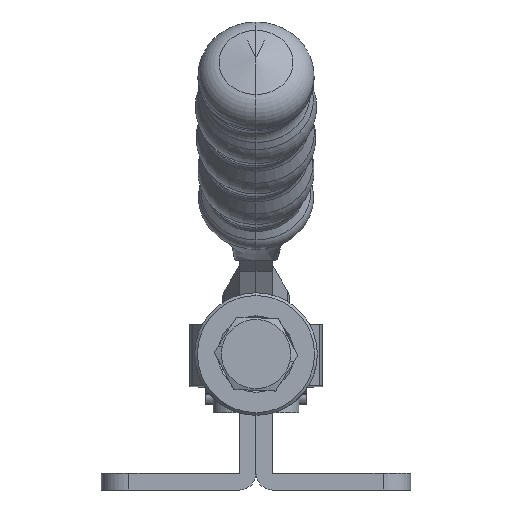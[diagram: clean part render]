
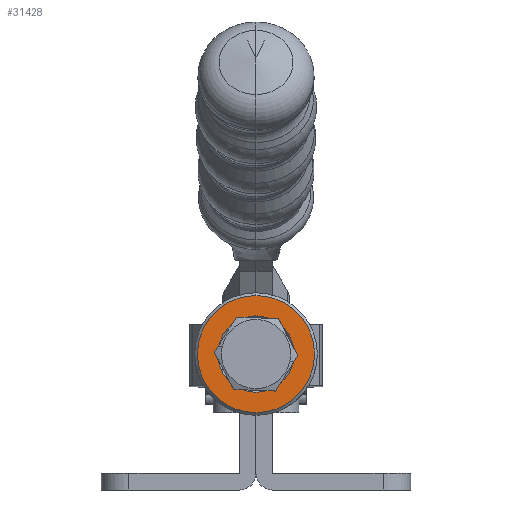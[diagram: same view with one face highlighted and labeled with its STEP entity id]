
A CAD part, left-side view. The second image highlights one B-rep face of the part: STEP entity #31428.
In plain terms, the highlighted planar face has unit normal (-1, 0, 0).
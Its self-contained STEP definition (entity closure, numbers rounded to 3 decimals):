
#31428 = ADVANCED_FACE ( 'NONE', ( #39260, #39259 ), #39328, .F. ) ;
#31430 = EDGE_LOOP ( 'NONE', ( #31432, #31544 ) ) ;
#31432 = ORIENTED_EDGE ( 'NONE', *, *, #31434, .T. ) ;
#31434 = EDGE_CURVE ( 'NONE', #31798, #31796, #39286, .T. ) ;
#31438 = EDGE_LOOP ( 'NONE', ( #31546, #31547 ) ) ;
#31544 = ORIENTED_EDGE ( 'NONE', *, *, #31794, .T. ) ;
#31546 = ORIENTED_EDGE ( 'NONE', *, *, #31782, .T. ) ;
#31547 = ORIENTED_EDGE ( 'NONE', *, *, #31549, .T. ) ;
#31549 = EDGE_CURVE ( 'NONE', #31779, #31783, #39525, .T. ) ;
#31779 = VERTEX_POINT ( 'NONE', #39505 ) ;
#31782 = EDGE_CURVE ( 'NONE', #31783, #31779, #39640, .T. ) ;
#31783 = VERTEX_POINT ( 'NONE', #39764 ) ;
#31794 = EDGE_CURVE ( 'NONE', #31796, #31798, #39778, .T. ) ;
#31796 = VERTEX_POINT ( 'NONE', #39806 ) ;
#31798 = VERTEX_POINT ( 'NONE', #39805 ) ;
#39258 = AXIS2_PLACEMENT_3D ( 'NONE', #39285, #39284, #39283 ) ;
#39259 = FACE_BOUND ( 'NONE', #31438, .T. ) ;
#39260 = FACE_OUTER_BOUND ( 'NONE', #31430, .T. ) ;
#39283 = DIRECTION ( 'NONE',  ( 0., 0., -1. ) ) ;
#39284 = DIRECTION ( 'NONE',  ( 1., 0., 0. ) ) ;
#39285 = CARTESIAN_POINT ( 'NONE',  ( 0., 6.35, 0. ) ) ;
#39286 = CIRCLE ( 'NONE', #39352, 10.5 ) ;
#39328 = PLANE ( 'NONE',  #39258 ) ;
#39349 = DIRECTION ( 'NONE',  ( 0., 0., -1. ) ) ;
#39350 = DIRECTION ( 'NONE',  ( -1., 0., 0. ) ) ;
#39351 = CARTESIAN_POINT ( 'NONE',  ( 0., 0., 0. ) ) ;
#39352 = AXIS2_PLACEMENT_3D ( 'NONE', #39351, #39350, #39349 ) ;
#39505 = CARTESIAN_POINT ( 'NONE',  ( 0., 0., -6.85 ) ) ;
#39525 = CIRCLE ( 'NONE', #39560, 6.85 ) ;
#39539 = DIRECTION ( 'NONE',  ( 0., 0., -1. ) ) ;
#39540 = DIRECTION ( 'NONE',  ( 1., 0., 0. ) ) ;
#39559 = CARTESIAN_POINT ( 'NONE',  ( 0., 0., 0. ) ) ;
#39560 = AXIS2_PLACEMENT_3D ( 'NONE', #39559, #39540, #39539 ) ;
#39640 = CIRCLE ( 'NONE', #39825, 6.85 ) ;
#39764 = CARTESIAN_POINT ( 'NONE',  ( 0., 0., 6.85 ) ) ;
#39774 = DIRECTION ( 'NONE',  ( 0., 0., -1. ) ) ;
#39775 = DIRECTION ( 'NONE',  ( -1., 0., 0. ) ) ;
#39776 = CARTESIAN_POINT ( 'NONE',  ( 0., 0., 0. ) ) ;
#39777 = AXIS2_PLACEMENT_3D ( 'NONE', #39776, #39775, #39774 ) ;
#39778 = CIRCLE ( 'NONE', #39777, 10.5 ) ;
#39779 = CARTESIAN_POINT ( 'NONE',  ( 0., 0., 0. ) ) ;
#39780 = DIRECTION ( 'NONE',  ( 0., 0., -1. ) ) ;
#39805 = CARTESIAN_POINT ( 'NONE',  ( 0., 0., -10.5 ) ) ;
#39806 = CARTESIAN_POINT ( 'NONE',  ( 0., 0., 10.5 ) ) ;
#39824 = DIRECTION ( 'NONE',  ( 1., 0., 0. ) ) ;
#39825 = AXIS2_PLACEMENT_3D ( 'NONE', #39779, #39824, #39780 ) ;
